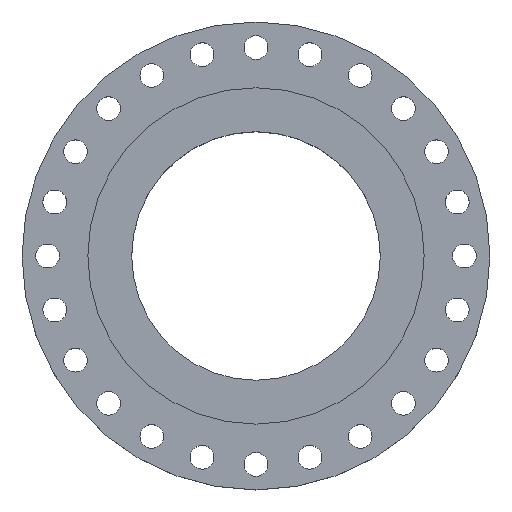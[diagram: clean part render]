
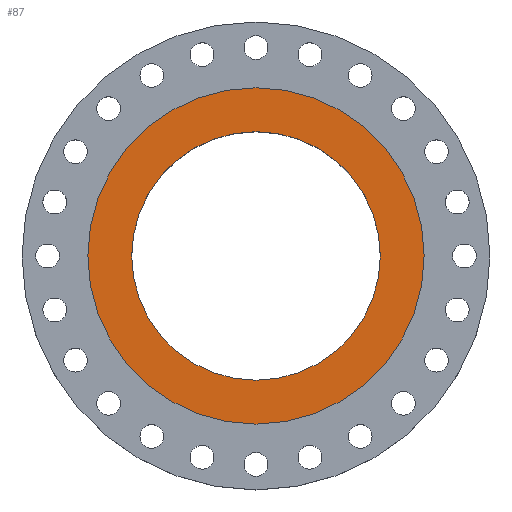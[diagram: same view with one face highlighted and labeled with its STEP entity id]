
A CAD part, top view. The second image highlights one B-rep face of the part: STEP entity #87.
In plain terms, the highlighted planar face has unit normal (0, 0, 1).
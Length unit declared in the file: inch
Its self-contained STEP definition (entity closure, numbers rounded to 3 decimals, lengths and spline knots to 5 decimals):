
#34 = VERTEX_POINT ( 'NONE', #1212 ) ;
#45 = DIRECTION ( 'NONE',  ( 0., 0., 1. ) ) ;
#87 = ADVANCED_FACE ( 'NONE', ( #1750, #1411 ), #1033, .F. ) ;
#89 = CARTESIAN_POINT ( 'NONE',  ( 0., 8.5, 0. ) ) ;
#93 = EDGE_LOOP ( 'NONE', ( #1681, #2152 ) ) ;
#120 = ORIENTED_EDGE ( 'NONE', *, *, #2087, .T. ) ;
#209 = DIRECTION ( 'NONE',  ( 0., 0., 1. ) ) ;
#315 = AXIS2_PLACEMENT_3D ( 'NONE', #899, #2347, #707 ) ;
#389 = CARTESIAN_POINT ( 'NONE',  ( 8.5, 0., 0. ) ) ;
#403 = AXIS2_PLACEMENT_3D ( 'NONE', #948, #209, #2029 ) ;
#414 = EDGE_CURVE ( 'NONE', #1358, #1731, #2097, .T. ) ;
#456 = EDGE_CURVE ( 'NONE', #1731, #1358, #2298, .T. ) ;
#707 = DIRECTION ( 'NONE',  ( 1., 0., 0. ) ) ;
#781 = DIRECTION ( 'NONE',  ( 1., 0., 0. ) ) ;
#807 = AXIS2_PLACEMENT_3D ( 'NONE', #1007, #45, #781 ) ;
#835 = DIRECTION ( 'NONE',  ( 0., 0., -1. ) ) ;
#899 = CARTESIAN_POINT ( 'NONE',  ( 0., 0., 0. ) ) ;
#948 = CARTESIAN_POINT ( 'NONE',  ( 0., 0., 0. ) ) ;
#1007 = CARTESIAN_POINT ( 'NONE',  ( 0., 0., 0. ) ) ;
#1032 = AXIS2_PLACEMENT_3D ( 'NONE', #89, #835, #1581 ) ;
#1033 = PLANE ( 'NONE',  #1032 ) ;
#1072 = CARTESIAN_POINT ( 'NONE',  ( -11.5, 0., 0. ) ) ;
#1074 = CIRCLE ( 'NONE', #403, 11.5 ) ;
#1208 = CARTESIAN_POINT ( 'NONE',  ( 0., 0., 0. ) ) ;
#1212 = CARTESIAN_POINT ( 'NONE',  ( 11.5, 0., 0. ) ) ;
#1246 = DIRECTION ( 'NONE',  ( 1., 0., 0. ) ) ;
#1358 = VERTEX_POINT ( 'NONE', #389 ) ;
#1411 = FACE_OUTER_BOUND ( 'NONE', #2158, .T. ) ;
#1417 = CARTESIAN_POINT ( 'NONE',  ( -8.5, 0., 0. ) ) ;
#1428 = CIRCLE ( 'NONE', #807, 11.5 ) ;
#1466 = ORIENTED_EDGE ( 'NONE', *, *, #1600, .T. ) ;
#1571 = VERTEX_POINT ( 'NONE', #1072 ) ;
#1581 = DIRECTION ( 'NONE',  ( -1., 0., 0. ) ) ;
#1600 = EDGE_CURVE ( 'NONE', #34, #1571, #1074, .T. ) ;
#1681 = ORIENTED_EDGE ( 'NONE', *, *, #414, .F. ) ;
#1731 = VERTEX_POINT ( 'NONE', #1417 ) ;
#1750 = FACE_BOUND ( 'NONE', #93, .T. ) ;
#1911 = DIRECTION ( 'NONE',  ( 0., 0., 1. ) ) ;
#2014 = AXIS2_PLACEMENT_3D ( 'NONE', #1208, #1911, #1246 ) ;
#2029 = DIRECTION ( 'NONE',  ( 1., 0., 0. ) ) ;
#2087 = EDGE_CURVE ( 'NONE', #1571, #34, #1428, .T. ) ;
#2097 = CIRCLE ( 'NONE', #2014, 8.5 ) ;
#2152 = ORIENTED_EDGE ( 'NONE', *, *, #456, .F. ) ;
#2158 = EDGE_LOOP ( 'NONE', ( #1466, #120 ) ) ;
#2298 = CIRCLE ( 'NONE', #315, 8.5 ) ;
#2347 = DIRECTION ( 'NONE',  ( 0., 0., 1. ) ) ;
